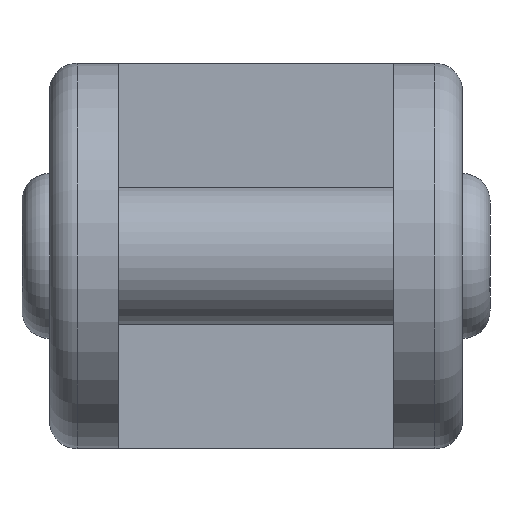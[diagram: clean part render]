
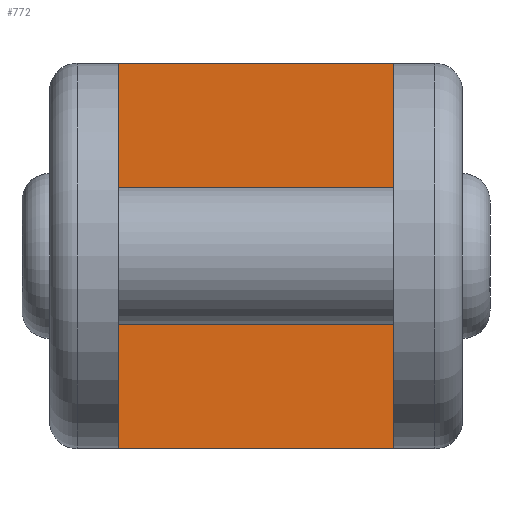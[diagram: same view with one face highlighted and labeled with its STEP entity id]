
A CAD part, left-side view. The second image highlights one B-rep face of the part: STEP entity #772.
In plain terms, the highlighted planar face has unit normal (-1, 0, 0).
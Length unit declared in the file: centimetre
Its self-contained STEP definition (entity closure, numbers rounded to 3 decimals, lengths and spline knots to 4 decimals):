
#22 = VECTOR ( 'NONE', #874, 100. ) ;
#61 = CARTESIAN_POINT ( 'NONE',  ( 1.905, 0.254, 0.3556 ) ) ;
#65 = EDGE_CURVE ( 'NONE', #196, #461, #410, .T. ) ;
#67 = ORIENTED_EDGE ( 'NONE', *, *, #65, .T. ) ;
#118 = CARTESIAN_POINT ( 'NONE',  ( 1.905, 0.254, 0.3556 ) ) ;
#135 = EDGE_CURVE ( 'NONE', #472, #687, #776, .T. ) ;
#166 = DIRECTION ( 'NONE',  ( 0., 1., 0. ) ) ;
#196 = VERTEX_POINT ( 'NONE', #790 ) ;
#237 = CARTESIAN_POINT ( 'NONE',  ( 1.905, 0.254, -0.3556 ) ) ;
#252 = DIRECTION ( 'NONE',  ( -1., 0., 0. ) ) ;
#266 = EDGE_CURVE ( 'NONE', #461, #687, #813, .T. ) ;
#410 = LINE ( 'NONE', #666, #576 ) ;
#460 = EDGE_CURVE ( 'NONE', #196, #472, #774, .T. ) ;
#461 = VERTEX_POINT ( 'NONE', #118 ) ;
#472 = VERTEX_POINT ( 'NONE', #860 ) ;
#473 = CARTESIAN_POINT ( 'NONE',  ( 1.905, -0.254, 0.3556 ) ) ;
#540 = PLANE ( 'NONE',  #811 ) ;
#544 = ORIENTED_EDGE ( 'NONE', *, *, #266, .T. ) ;
#573 = VECTOR ( 'NONE', #784, 100. ) ;
#576 = VECTOR ( 'NONE', #749, 100. ) ;
#599 = CARTESIAN_POINT ( 'NONE',  ( 1.905, -0.254, -0.3556 ) ) ;
#616 = DIRECTION ( 'NONE',  ( 0., -1., 0. ) ) ;
#627 = FACE_OUTER_BOUND ( 'NONE', #900, .T. ) ;
#666 = CARTESIAN_POINT ( 'NONE',  ( 1.905, -0.254, 0.3556 ) ) ;
#687 = VERTEX_POINT ( 'NONE', #237 ) ;
#701 = VECTOR ( 'NONE', #166, 100. ) ;
#749 = DIRECTION ( 'NONE',  ( 0., 1., 0. ) ) ;
#772 = ADVANCED_FACE ( 'NONE', ( #627 ), #540, .T. ) ;
#774 = LINE ( 'NONE', #854, #573 ) ;
#776 = LINE ( 'NONE', #599, #701 ) ;
#784 = DIRECTION ( 'NONE',  ( 0., 0., -1. ) ) ;
#785 = ORIENTED_EDGE ( 'NONE', *, *, #135, .F. ) ;
#790 = CARTESIAN_POINT ( 'NONE',  ( 1.905, -0.254, 0.3556 ) ) ;
#811 = AXIS2_PLACEMENT_3D ( 'NONE', #473, #252, #616 ) ;
#813 = LINE ( 'NONE', #61, #22 ) ;
#854 = CARTESIAN_POINT ( 'NONE',  ( 1.905, -0.254, 0.3556 ) ) ;
#860 = CARTESIAN_POINT ( 'NONE',  ( 1.905, -0.254, -0.3556 ) ) ;
#874 = DIRECTION ( 'NONE',  ( 0., 0., -1. ) ) ;
#900 = EDGE_LOOP ( 'NONE', ( #785, #951, #67, #544 ) ) ;
#951 = ORIENTED_EDGE ( 'NONE', *, *, #460, .F. ) ;
